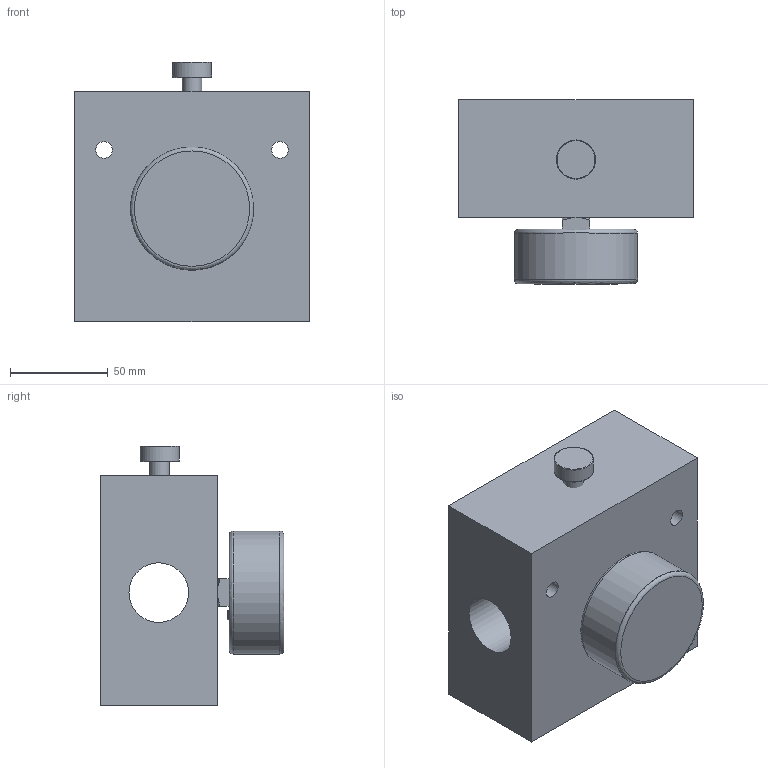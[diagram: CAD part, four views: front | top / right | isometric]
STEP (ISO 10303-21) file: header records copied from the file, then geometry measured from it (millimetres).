
FILE_DESCRIPTION(/* description */ (''),/* implementation_level */ '2;1');
FILE_NAME(/* name */ 'r_10_vu.stp',/* time_stamp */ '2019-01-10T14:55:18+01:00',/* author */ ('leitheußer'),/* organization */ (''),/* preprocessor_version */ 'ST-DEVELOPER v15.6',/* originating_system */ 'Autodesk Inventor LT ',/* authorisation */ '');
FILE_SCHEMA (('AUTOMOTIVE_DESIGN { 1 0 10303 214 3 1 1 }'));
Length unit declared in the file: millimetre
Products named in the file (1): 110510
Bounding box: 120 x 94 x 133 mm (x, y, z)
Volume: 842295.5 mm3; surface area: 98788.1 mm2
Topology: 14 solids, 14 shells, 133 faces, 282 edges, 187 vertices
Faces by surface type: plane 84, cylinder 35, bspline 10, cone 4
Full cylindrical faces by diameter (mm): 0.8 x1, 3.567 x1, 4 x1, 4.413 x1, 5 x2, 8.5 x3, 9 x1, 10 x2, 10.8 x1, 11 x1, 11.8 x1, 12 x1, 13.157 x1, 13.5 x2, 20 x1, 30.5 x1, 61 x2, 63 x1
Entity records: 4940 total; most frequent: CARTESIAN_POINT 2166, DIRECTION 563, ORIENTED_EDGE 494, EDGE_CURVE 247, AXIS2_PLACEMENT_3D 209, EDGE_LOOP 183, VERTEX_POINT 178, LINE 145
